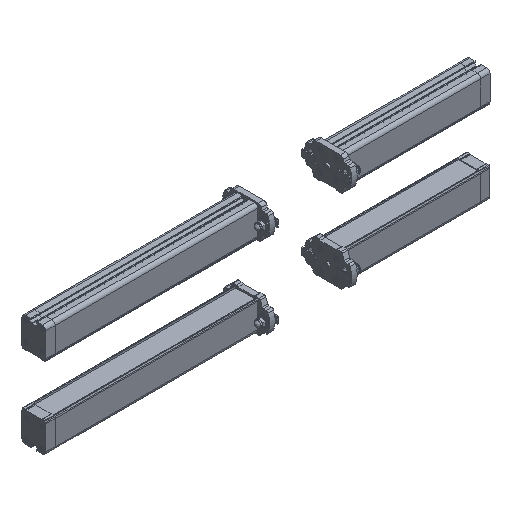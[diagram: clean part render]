
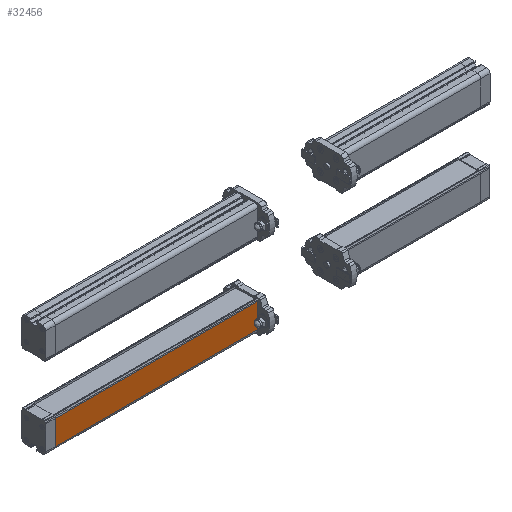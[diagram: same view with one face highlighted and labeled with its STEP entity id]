
A CAD part, isometric view. The second image highlights one B-rep face of the part: STEP entity #32456.
In plain terms, the highlighted planar face has unit normal (0, -1, 0).
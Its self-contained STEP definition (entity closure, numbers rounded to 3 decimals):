
#31 = VERTEX_POINT ( 'NONE', #21247 ) ;
#54 = DIRECTION ( 'NONE',  ( 1., 0., 0. ) ) ;
#1195 = CARTESIAN_POINT ( 'NONE',  ( -311.001, -17.5, -12.25 ) ) ;
#1503 = VECTOR ( 'NONE', #12447, 1000. ) ;
#2430 = CARTESIAN_POINT ( 'NONE',  ( -11.001, -17.5, 23.939 ) ) ;
#5911 = EDGE_CURVE ( 'NONE', #34983, #31, #34759, .T. ) ;
#8484 = DIRECTION ( 'NONE',  ( 0., 0., 1. ) ) ;
#9765 = CARTESIAN_POINT ( 'NONE',  ( -11.001, -17.5, -12.25 ) ) ;
#10401 = CARTESIAN_POINT ( 'NONE',  ( -311.001, -17.5, 5.082 ) ) ;
#10447 = CARTESIAN_POINT ( 'NONE',  ( -11.001, -17.5, -12.25 ) ) ;
#12447 = DIRECTION ( 'NONE',  ( -1., 0., 0. ) ) ;
#12549 = VECTOR ( 'NONE', #16914, 1000. ) ;
#13219 = DIRECTION ( 'NONE',  ( 0., -1., 0. ) ) ;
#15504 = CARTESIAN_POINT ( 'NONE',  ( -11.001, -17.5, -12.25 ) ) ;
#16914 = DIRECTION ( 'NONE',  ( 0., 0., 1. ) ) ;
#17806 = ORIENTED_EDGE ( 'NONE', *, *, #5911, .T. ) ;
#19652 = EDGE_CURVE ( 'NONE', #34914, #34983, #24933, .T. ) ;
#21247 = CARTESIAN_POINT ( 'NONE',  ( -311.001, -17.5, 23.939 ) ) ;
#23413 = LINE ( 'NONE', #10401, #12549 ) ;
#23833 = ORIENTED_EDGE ( 'NONE', *, *, #19652, .T. ) ;
#24933 = LINE ( 'NONE', #38110, #39785 ) ;
#26618 = EDGE_LOOP ( 'NONE', ( #30876, #27220, #23833, #17806 ) ) ;
#27220 = ORIENTED_EDGE ( 'NONE', *, *, #41951, .T. ) ;
#28751 = LINE ( 'NONE', #15504, #37171 ) ;
#29313 = FACE_OUTER_BOUND ( 'NONE', #26618, .T. ) ;
#30876 = ORIENTED_EDGE ( 'NONE', *, *, #35263, .F. ) ;
#32169 = CARTESIAN_POINT ( 'NONE',  ( -11.001, -17.5, 23.939 ) ) ;
#32456 = ADVANCED_FACE ( 'NONE', ( #29313 ), #39409, .T. ) ;
#34759 = LINE ( 'NONE', #32169, #1503 ) ;
#34914 = VERTEX_POINT ( 'NONE', #10447 ) ;
#34983 = VERTEX_POINT ( 'NONE', #2430 ) ;
#35263 = EDGE_CURVE ( 'NONE', #36625, #31, #23413, .T. ) ;
#35789 = AXIS2_PLACEMENT_3D ( 'NONE', #9765, #13219, #54 ) ;
#36625 = VERTEX_POINT ( 'NONE', #1195 ) ;
#37171 = VECTOR ( 'NONE', #41886, 1000. ) ;
#38110 = CARTESIAN_POINT ( 'NONE',  ( -11.001, -17.5, 5.082 ) ) ;
#39409 = PLANE ( 'NONE',  #35789 ) ;
#39785 = VECTOR ( 'NONE', #8484, 1000. ) ;
#41886 = DIRECTION ( 'NONE',  ( 1., 0., 0. ) ) ;
#41951 = EDGE_CURVE ( 'NONE', #36625, #34914, #28751, .T. ) ;
